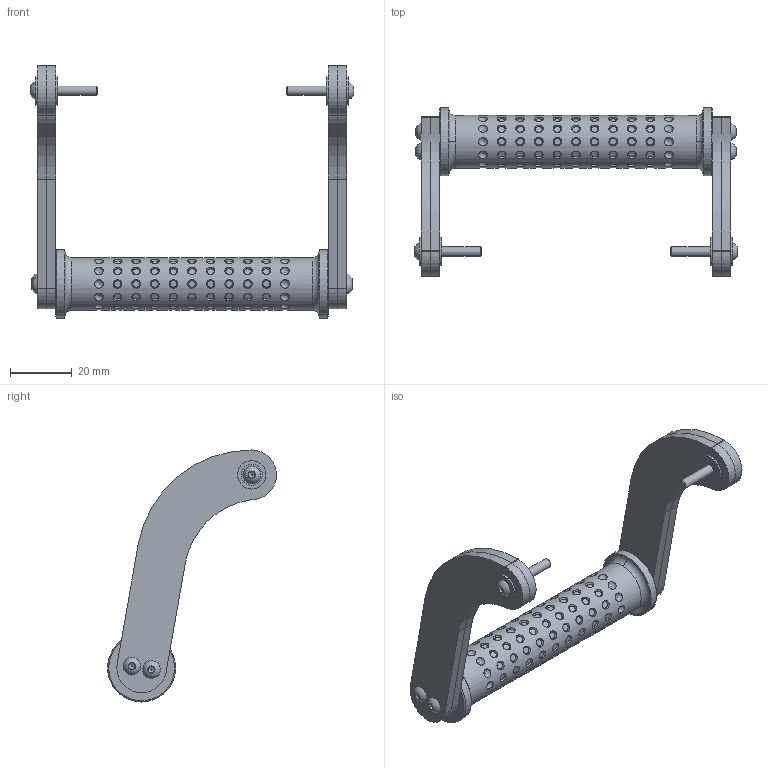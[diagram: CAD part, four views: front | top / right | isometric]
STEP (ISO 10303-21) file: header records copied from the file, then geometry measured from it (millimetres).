
FILE_DESCRIPTION(('FreeCAD Model'),'2;1');
FILE_NAME('Open CASCADE Shape Model','2025-01-03T20:03:33',(''),(''), 'Open CASCADE STEP processor 7.7','FreeCAD','Unknown');
FILE_SCHEMA(('AUTOMOTIVE_DESIGN { 1 0 10303 214 1 1 1 1 }'));
Length unit declared in the file: millimetre
Products named in the file (13): Handle; TexturedHandle; FastenersHandle; M3x10-Vis; M3x10-Vis047; M3x10-Vis048; M3x10-Vis049; M3x20-Vis001; M3x20-Vis; HandlePlate; MF83; CoreMF83; SleeveMF83
Assembly tree (18 placements, depth 3):
  Handle
    TexturedHandle
    FastenersHandle
      M3x10-Vis
      M3x10-Vis047
      M3x10-Vis048
      M3x10-Vis049
      M3x20-Vis001
      M3x20-Vis
    HandlePlate  x4
    MF83  x4
      CoreMF83
      SleeveMF83
Bounding box: 104.5 x 54.52 x 81.33 mm (x, y, z)
Volume: 37957.3 mm3; surface area: 24338.6 mm2
Topology: 23 solids, 23 shells, 477 faces, 1055 edges, 737 vertices
Faces by surface type: cylinder 179, sphere 150, plane 114, cone 24, torus 10
Full cylindrical faces by diameter (mm): 3 x12, 3.2 x8, 4.2 x8, 4.6 x4, 6.8 x8, 8 x8, 9.2 x4, 17 x1, 22 x2
Entity records: 42369 total; most frequent: CARTESIAN_POINT 33569, ORIENTED_EDGE 1738, DIRECTION 1614, EDGE_CURVE 869, AXIS2_PLACEMENT_3D 751, VERTEX_POINT 629, FACE_BOUND 542, EDGE_LOOP 542
